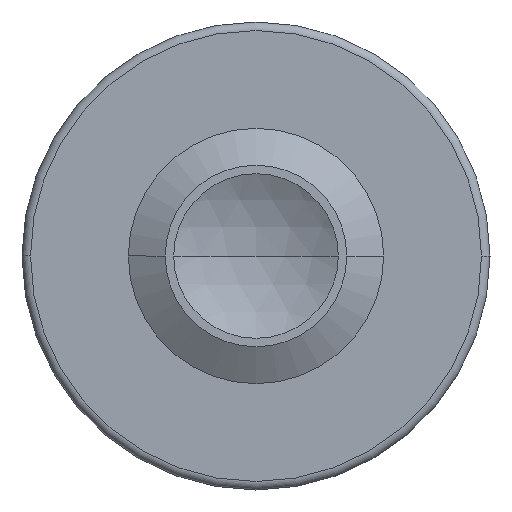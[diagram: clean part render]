
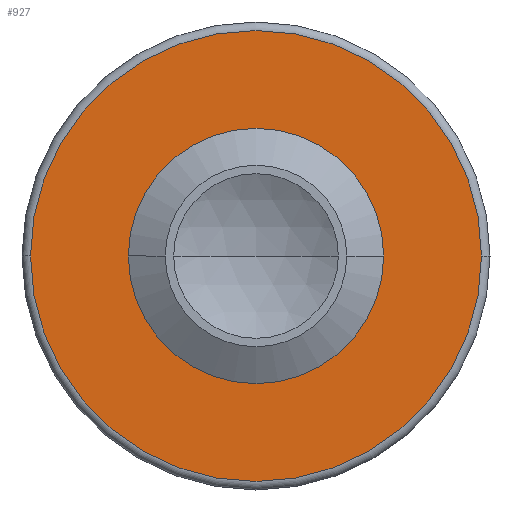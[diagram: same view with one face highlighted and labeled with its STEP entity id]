
A CAD part, front view. The second image highlights one B-rep face of the part: STEP entity #927.
In plain terms, the highlighted planar face has unit normal (0, -1, 0).
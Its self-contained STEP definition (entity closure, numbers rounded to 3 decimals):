
#129 = VERTEX_POINT ( 'NONE', #1398 ) ;
#170 = DIRECTION ( 'NONE',  ( 1., 0., 0. ) ) ;
#180 = CARTESIAN_POINT ( 'NONE',  ( 1.5, 0., 0. ) ) ;
#263 = DIRECTION ( 'NONE',  ( 1., 0., 0. ) ) ;
#293 = DIRECTION ( 'NONE',  ( 0., -1., 0. ) ) ;
#316 = DIRECTION ( 'NONE',  ( 0., -1., 0. ) ) ;
#468 = VERTEX_POINT ( 'NONE', #768 ) ;
#480 = CARTESIAN_POINT ( 'NONE',  ( 2.65, 0., 0. ) ) ;
#536 = ORIENTED_EDGE ( 'NONE', *, *, #1445, .T. ) ;
#549 = AXIS2_PLACEMENT_3D ( 'NONE', #1449, #1308, #263 ) ;
#558 = EDGE_LOOP ( 'NONE', ( #1204, #759 ) ) ;
#597 = AXIS2_PLACEMENT_3D ( 'NONE', #180, #316, #843 ) ;
#600 = EDGE_CURVE ( 'NONE', #468, #1013, #1367, .T. ) ;
#759 = ORIENTED_EDGE ( 'NONE', *, *, #600, .F. ) ;
#768 = CARTESIAN_POINT ( 'NONE',  ( -1.5, 0., 0. ) ) ;
#843 = DIRECTION ( 'NONE',  ( 1., 0., 0. ) ) ;
#861 = VERTEX_POINT ( 'NONE', #480 ) ;
#868 = CIRCLE ( 'NONE', #1440, 1.5 ) ;
#919 = CIRCLE ( 'NONE', #1123, 2.65 ) ;
#927 = ADVANCED_FACE ( 'NONE', ( #1479, #1134 ), #1188, .T. ) ;
#1001 = EDGE_CURVE ( 'NONE', #1013, #468, #868, .T. ) ;
#1007 = EDGE_LOOP ( 'NONE', ( #536, #1031 ) ) ;
#1013 = VERTEX_POINT ( 'NONE', #1174 ) ;
#1031 = ORIENTED_EDGE ( 'NONE', *, *, #1480, .T. ) ;
#1054 = DIRECTION ( 'NONE',  ( 0., -1., 0. ) ) ;
#1090 = AXIS2_PLACEMENT_3D ( 'NONE', #1358, #293, #170 ) ;
#1123 = AXIS2_PLACEMENT_3D ( 'NONE', #1197, #1054, #1539 ) ;
#1134 = FACE_BOUND ( 'NONE', #558, .T. ) ;
#1174 = CARTESIAN_POINT ( 'NONE',  ( 1.5, 0., 0. ) ) ;
#1188 = PLANE ( 'NONE',  #597 ) ;
#1197 = CARTESIAN_POINT ( 'NONE',  ( 0., 0., 0. ) ) ;
#1203 = DIRECTION ( 'NONE',  ( 0., -1., 0. ) ) ;
#1204 = ORIENTED_EDGE ( 'NONE', *, *, #1001, .F. ) ;
#1308 = DIRECTION ( 'NONE',  ( 0., -1., 0. ) ) ;
#1358 = CARTESIAN_POINT ( 'NONE',  ( 0., 0., 0. ) ) ;
#1367 = CIRCLE ( 'NONE', #1090, 1.5 ) ;
#1390 = CIRCLE ( 'NONE', #549, 2.65 ) ;
#1398 = CARTESIAN_POINT ( 'NONE',  ( -2.65, 0., 0. ) ) ;
#1440 = AXIS2_PLACEMENT_3D ( 'NONE', #1467, #1203, #1554 ) ;
#1445 = EDGE_CURVE ( 'NONE', #861, #129, #1390, .T. ) ;
#1449 = CARTESIAN_POINT ( 'NONE',  ( 0., 0., 0. ) ) ;
#1467 = CARTESIAN_POINT ( 'NONE',  ( 0., 0., 0. ) ) ;
#1479 = FACE_OUTER_BOUND ( 'NONE', #1007, .T. ) ;
#1480 = EDGE_CURVE ( 'NONE', #129, #861, #919, .T. ) ;
#1539 = DIRECTION ( 'NONE',  ( 1., 0., 0. ) ) ;
#1554 = DIRECTION ( 'NONE',  ( 1., 0., 0. ) ) ;
